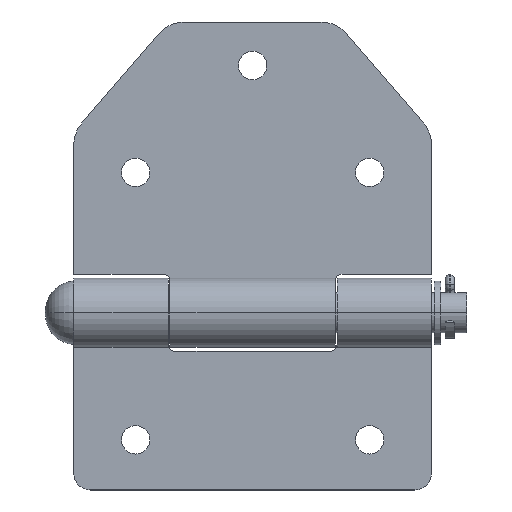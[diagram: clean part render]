
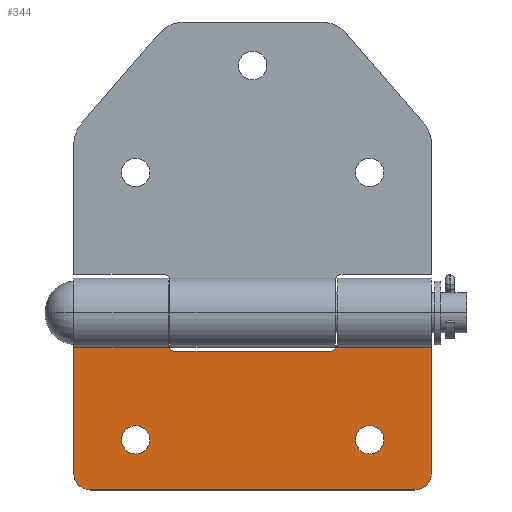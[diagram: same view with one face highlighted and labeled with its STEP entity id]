
A CAD part, top view. The second image highlights one B-rep face of the part: STEP entity #344.
In plain terms, the highlighted planar face has unit normal (0, 0, 1).
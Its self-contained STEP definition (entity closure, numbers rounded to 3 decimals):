
#7 = ORIENTED_EDGE ( 'NONE', *, *, #275, .T. ) ;
#8 = ORIENTED_EDGE ( 'NONE', *, *, #9, .T. ) ;
#9 = EDGE_CURVE ( 'NONE', #216, #191, #1294, .T. ) ;
#14 = EDGE_CURVE ( 'NONE', #262, #23, #1259, .T. ) ;
#16 = EDGE_CURVE ( 'NONE', #23, #22, #1238, .T. ) ;
#22 = VERTEX_POINT ( 'NONE', #1546 ) ;
#23 = VERTEX_POINT ( 'NONE', #1492 ) ;
#56 = ORIENTED_EDGE ( 'NONE', *, *, #57, .T. ) ;
#57 = EDGE_CURVE ( 'NONE', #22, #1105, #1481, .T. ) ;
#58 = ORIENTED_EDGE ( 'NONE', *, *, #16, .T. ) ;
#59 = ORIENTED_EDGE ( 'NONE', *, *, #301, .T. ) ;
#63 = ORIENTED_EDGE ( 'NONE', *, *, #14, .T. ) ;
#191 = VERTEX_POINT ( 'NONE', #1716 ) ;
#192 = ORIENTED_EDGE ( 'NONE', *, *, #193, .T. ) ;
#193 = EDGE_CURVE ( 'NONE', #257, #348, #1692, .T. ) ;
#194 = ORIENTED_EDGE ( 'NONE', *, *, #347, .F. ) ;
#195 = ORIENTED_EDGE ( 'NONE', *, *, #1192, .T. ) ;
#196 = ORIENTED_EDGE ( 'NONE', *, *, #278, .T. ) ;
#216 = VERTEX_POINT ( 'NONE', #1711 ) ;
#223 = ORIENTED_EDGE ( 'NONE', *, *, #224, .F. ) ;
#224 = EDGE_CURVE ( 'NONE', #1171, #1073, #1577, .T. ) ;
#225 = ORIENTED_EDGE ( 'NONE', *, *, #1170, .F. ) ;
#226 = EDGE_LOOP ( 'NONE', ( #251, #253 ) ) ;
#251 = ORIENTED_EDGE ( 'NONE', *, *, #252, .F. ) ;
#252 = EDGE_CURVE ( 'NONE', #1155, #1206, #1661, .T. ) ;
#253 = ORIENTED_EDGE ( 'NONE', *, *, #1208, .F. ) ;
#254 = EDGE_LOOP ( 'NONE', ( #255, #192, #194, #195, #196, #260, #63, #58, #56, #59, #7, #8 ) ) ;
#255 = ORIENTED_EDGE ( 'NONE', *, *, #256, .F. ) ;
#256 = EDGE_CURVE ( 'NONE', #257, #191, #1656, .T. ) ;
#257 = VERTEX_POINT ( 'NONE', #1652 ) ;
#260 = ORIENTED_EDGE ( 'NONE', *, *, #261, .T. ) ;
#261 = EDGE_CURVE ( 'NONE', #279, #262, #1637, .T. ) ;
#262 = VERTEX_POINT ( 'NONE', #1632 ) ;
#275 = EDGE_CURVE ( 'NONE', #349, #216, #1705, .T. ) ;
#278 = EDGE_CURVE ( 'NONE', #1190, #279, #1697, .T. ) ;
#279 = VERTEX_POINT ( 'NONE', #1591 ) ;
#301 = EDGE_CURVE ( 'NONE', #1105, #349, #1898, .T. ) ;
#344 = ADVANCED_FACE ( 'NONE', ( #1876, #1815, #1814 ), #1800, .F. ) ;
#345 = EDGE_LOOP ( 'NONE', ( #223, #225 ) ) ;
#347 = EDGE_CURVE ( 'NONE', #1122, #348, #1866, .T. ) ;
#348 = VERTEX_POINT ( 'NONE', #1824 ) ;
#349 = VERTEX_POINT ( 'NONE', #1859 ) ;
#1073 = VERTEX_POINT ( 'NONE', #3102 ) ;
#1103 = CARTESIAN_POINT ( 'NONE',  ( -48.5, -48., -6.3 ) ) ;
#1105 = VERTEX_POINT ( 'NONE', #3124 ) ;
#1122 = VERTEX_POINT ( 'NONE', #3131 ) ;
#1155 = VERTEX_POINT ( 'NONE', #3231 ) ;
#1170 = EDGE_CURVE ( 'NONE', #1073, #1171, #3351, .T. ) ;
#1171 = VERTEX_POINT ( 'NONE', #3389 ) ;
#1190 = VERTEX_POINT ( 'NONE', #3403 ) ;
#1192 = EDGE_CURVE ( 'NONE', #1122, #1190, #3357, .T. ) ;
#1206 = VERTEX_POINT ( 'NONE', #3360 ) ;
#1208 = EDGE_CURVE ( 'NONE', #1206, #1155, #3264, .T. ) ;
#1235 = DIRECTION ( 'NONE',  ( -1., 0., 0. ) ) ;
#1236 = DIRECTION ( 'NONE',  ( 0., 0., -1. ) ) ;
#1237 = AXIS2_PLACEMENT_3D ( 'NONE', #1245, #1236, #1235 ) ;
#1238 = CIRCLE ( 'NONE', #1237, 2. ) ;
#1245 = CARTESIAN_POINT ( 'NONE',  ( -23.25, -9.5, -6.3 ) ) ;
#1251 = DIRECTION ( 'NONE',  ( -1., 0., 0. ) ) ;
#1252 = VECTOR ( 'NONE', #1251, 1000. ) ;
#1253 = CARTESIAN_POINT ( 'NONE',  ( 53.5, -11.5, -6.3 ) ) ;
#1259 = LINE ( 'NONE', #1253, #1252 ) ;
#1291 = DIRECTION ( 'NONE',  ( -1., 0., 0. ) ) ;
#1292 = DIRECTION ( 'NONE',  ( 0., 0., 1. ) ) ;
#1293 = AXIS2_PLACEMENT_3D ( 'NONE', #1103, #1292, #1291 ) ;
#1294 = CIRCLE ( 'NONE', #1293, 5. ) ;
#1478 = DIRECTION ( 'NONE',  ( 0., 1., 0. ) ) ;
#1479 = VECTOR ( 'NONE', #1478, 1000. ) ;
#1480 = CARTESIAN_POINT ( 'NONE',  ( -25.25, -8.149, -6.3 ) ) ;
#1481 = LINE ( 'NONE', #1480, #1479 ) ;
#1492 = CARTESIAN_POINT ( 'NONE',  ( -23.25, -11.5, -6.3 ) ) ;
#1546 = CARTESIAN_POINT ( 'NONE',  ( -25.25, -9.5, -6.3 ) ) ;
#1577 = CIRCLE ( 'NONE', #1606, 4.25 ) ;
#1591 = CARTESIAN_POINT ( 'NONE',  ( 25.25, -9.5, -6.3 ) ) ;
#1592 = DIRECTION ( 'NONE',  ( 0., -1., 0. ) ) ;
#1593 = VECTOR ( 'NONE', #1592, 1000. ) ;
#1594 = CARTESIAN_POINT ( 'NONE',  ( 25.25, -8.149, -6.3 ) ) ;
#1603 = DIRECTION ( 'NONE',  ( 1., 0., 0. ) ) ;
#1604 = DIRECTION ( 'NONE',  ( 0., 0., 1. ) ) ;
#1605 = CARTESIAN_POINT ( 'NONE',  ( 35., -38., -6.3 ) ) ;
#1606 = AXIS2_PLACEMENT_3D ( 'NONE', #1605, #1604, #1603 ) ;
#1608 = DIRECTION ( 'NONE',  ( -1., 0., 0. ) ) ;
#1609 = DIRECTION ( 'NONE',  ( 0., 0., 1. ) ) ;
#1610 = CARTESIAN_POINT ( 'NONE',  ( 48.5, -48., -6.3 ) ) ;
#1632 = CARTESIAN_POINT ( 'NONE',  ( 23.25, -11.5, -6.3 ) ) ;
#1633 = DIRECTION ( 'NONE',  ( -1., 0., 0. ) ) ;
#1634 = DIRECTION ( 'NONE',  ( 0., 0., -1. ) ) ;
#1635 = CARTESIAN_POINT ( 'NONE',  ( 23.25, -9.5, -6.3 ) ) ;
#1636 = AXIS2_PLACEMENT_3D ( 'NONE', #1635, #1634, #1633 ) ;
#1637 = CIRCLE ( 'NONE', #1636, 2. ) ;
#1652 = CARTESIAN_POINT ( 'NONE',  ( 48.5, -53., -6.3 ) ) ;
#1653 = DIRECTION ( 'NONE',  ( -1., 0., 0. ) ) ;
#1654 = VECTOR ( 'NONE', #1653, 1000. ) ;
#1655 = CARTESIAN_POINT ( 'NONE',  ( 53.5, -53., -6.3 ) ) ;
#1656 = LINE ( 'NONE', #1655, #1654 ) ;
#1657 = DIRECTION ( 'NONE',  ( 1., 0., 0. ) ) ;
#1658 = DIRECTION ( 'NONE',  ( 0., 0., 1. ) ) ;
#1659 = CARTESIAN_POINT ( 'NONE',  ( -35., -38., -6.3 ) ) ;
#1660 = AXIS2_PLACEMENT_3D ( 'NONE', #1659, #1658, #1657 ) ;
#1661 = CIRCLE ( 'NONE', #1660, 4.25 ) ;
#1691 = AXIS2_PLACEMENT_3D ( 'NONE', #1610, #1609, #1608 ) ;
#1692 = CIRCLE ( 'NONE', #1691, 5. ) ;
#1697 = LINE ( 'NONE', #1594, #1593 ) ;
#1702 = DIRECTION ( 'NONE',  ( 0., -1., 0. ) ) ;
#1703 = VECTOR ( 'NONE', #1702, 1000. ) ;
#1704 = CARTESIAN_POINT ( 'NONE',  ( -53.5, -8.149, -6.3 ) ) ;
#1705 = LINE ( 'NONE', #1704, #1703 ) ;
#1711 = CARTESIAN_POINT ( 'NONE',  ( -53.5, -48., -6.3 ) ) ;
#1716 = CARTESIAN_POINT ( 'NONE',  ( -48.5, -53., -6.3 ) ) ;
#1751 = DIRECTION ( 'NONE',  ( -1., 0., 0. ) ) ;
#1752 = CARTESIAN_POINT ( 'NONE',  ( 53.5, -8.149, -6.3 ) ) ;
#1798 = CARTESIAN_POINT ( 'NONE',  ( 53.5, -8.149, -6.3 ) ) ;
#1799 = AXIS2_PLACEMENT_3D ( 'NONE', #1798, #1868, #1867 ) ;
#1800 = PLANE ( 'NONE',  #1799 ) ;
#1814 = FACE_OUTER_BOUND ( 'NONE', #254, .T. ) ;
#1815 = FACE_BOUND ( 'NONE', #226, .T. ) ;
#1824 = CARTESIAN_POINT ( 'NONE',  ( 53.5, -48., -6.3 ) ) ;
#1825 = DIRECTION ( 'NONE',  ( 0., -1., 0. ) ) ;
#1826 = VECTOR ( 'NONE', #1825, 1000. ) ;
#1827 = CARTESIAN_POINT ( 'NONE',  ( 53.5, -8.149, -6.3 ) ) ;
#1859 = CARTESIAN_POINT ( 'NONE',  ( -53.5, -8.149, -6.3 ) ) ;
#1866 = LINE ( 'NONE', #1827, #1826 ) ;
#1867 = DIRECTION ( 'NONE',  ( -1., 0., 0. ) ) ;
#1868 = DIRECTION ( 'NONE',  ( 0., 0., -1. ) ) ;
#1876 = FACE_BOUND ( 'NONE', #345, .T. ) ;
#1877 = VECTOR ( 'NONE', #1751, 1000. ) ;
#1898 = LINE ( 'NONE', #1752, #1877 ) ;
#3102 = CARTESIAN_POINT ( 'NONE',  ( 30.75, -38., -6.3 ) ) ;
#3124 = CARTESIAN_POINT ( 'NONE',  ( -25.25, -8.149, -6.3 ) ) ;
#3131 = CARTESIAN_POINT ( 'NONE',  ( 53.5, -8.149, -6.3 ) ) ;
#3231 = CARTESIAN_POINT ( 'NONE',  ( -30.75, -38., -6.3 ) ) ;
#3260 = DIRECTION ( 'NONE',  ( 1., 0., 0. ) ) ;
#3261 = DIRECTION ( 'NONE',  ( 0., 0., 1. ) ) ;
#3262 = CARTESIAN_POINT ( 'NONE',  ( -35., -38., -6.3 ) ) ;
#3263 = AXIS2_PLACEMENT_3D ( 'NONE', #3262, #3261, #3260 ) ;
#3264 = CIRCLE ( 'NONE', #3263, 4.25 ) ;
#3285 = DIRECTION ( 'NONE',  ( 0., 0., 1. ) ) ;
#3286 = AXIS2_PLACEMENT_3D ( 'NONE', #3388, #3285, #3311 ) ;
#3311 = DIRECTION ( 'NONE',  ( 1., 0., 0. ) ) ;
#3351 = CIRCLE ( 'NONE', #3286, 4.25 ) ;
#3354 = DIRECTION ( 'NONE',  ( -1., 0., 0. ) ) ;
#3355 = VECTOR ( 'NONE', #3354, 1000. ) ;
#3356 = CARTESIAN_POINT ( 'NONE',  ( 53.5, -8.149, -6.3 ) ) ;
#3357 = LINE ( 'NONE', #3356, #3355 ) ;
#3360 = CARTESIAN_POINT ( 'NONE',  ( -39.25, -38., -6.3 ) ) ;
#3388 = CARTESIAN_POINT ( 'NONE',  ( 35., -38., -6.3 ) ) ;
#3389 = CARTESIAN_POINT ( 'NONE',  ( 39.25, -38., -6.3 ) ) ;
#3403 = CARTESIAN_POINT ( 'NONE',  ( 25.25, -8.149, -6.3 ) ) ;
